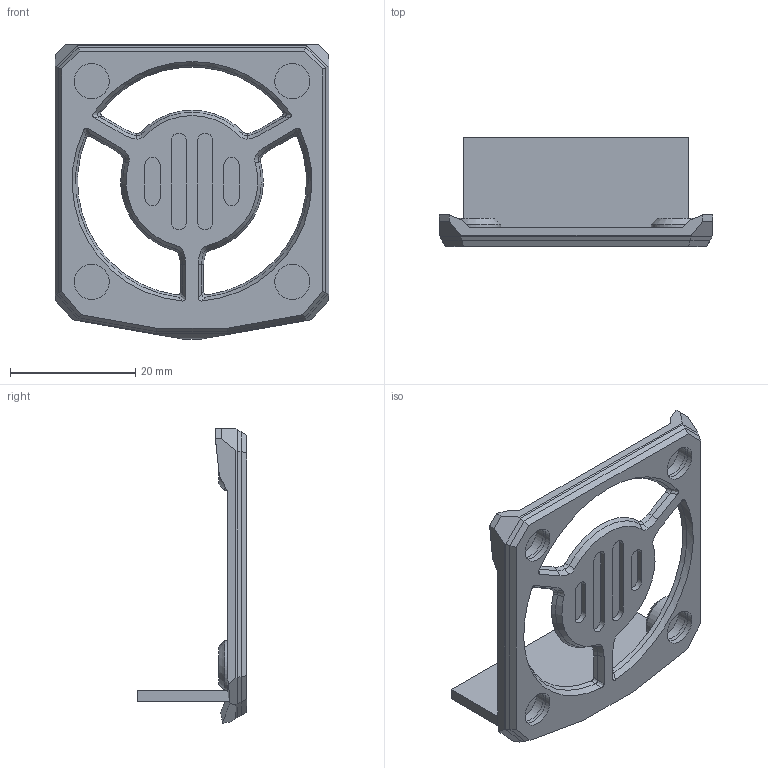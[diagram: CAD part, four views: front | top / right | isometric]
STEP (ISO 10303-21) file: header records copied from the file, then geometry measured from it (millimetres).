
FILE_DESCRIPTION(('FreeCAD Model'),'2;1');
FILE_NAME('Open CASCADE Shape Model','2024-10-04T22:08:07',(''),(''), 'Open CASCADE STEP processor 7.7','FreeCAD','Unknown');
FILE_SCHEMA(('AUTOMOTIVE_DESIGN { 1 0 10303 214 1 1 1 1 }'));
Length unit declared in the file: millimetre
Products named in the file (3): _040_shroud_Neopixel; rr_toolhead_vc4_shroud v1; Body
Assembly tree (2 placements, depth 2):
  _040_shroud_Neopixel
    rr_toolhead_vc4_shroud v1
    Body
Bounding box: 43.6 x 17.45 x 46.95 mm (x, y, z)
Volume: 3438.4 mm3; surface area: 8342.4 mm2
Topology: 8 solids, 8 shells, 191 faces, 1464 edges, 4112 vertices
Faces by surface type: plane 111, cone 40, cylinder 28, bspline 12
Full cylindrical faces by diameter (mm): 3.2 x4, 5.6 x12, 8 x4
Entity records: 30911 total; most frequent: CARTESIAN_POINT 13150, DIRECTION 2928, LINE 1716, VECTOR 1716, ORIENTED_EDGE 992, PCURVE 992, DEFINITIONAL_REPRESENTATION 992, GEOMETRIC_CURVE_SET 969
